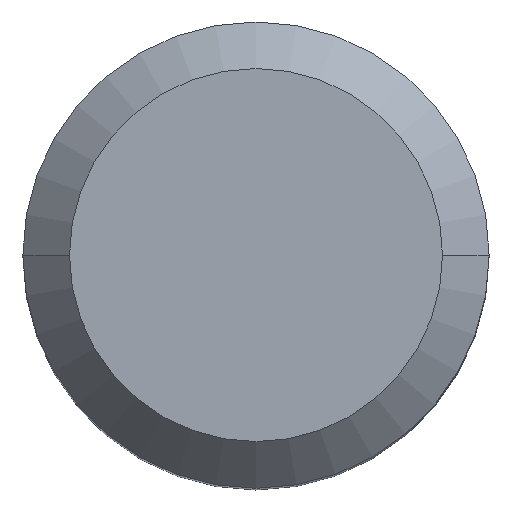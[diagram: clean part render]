
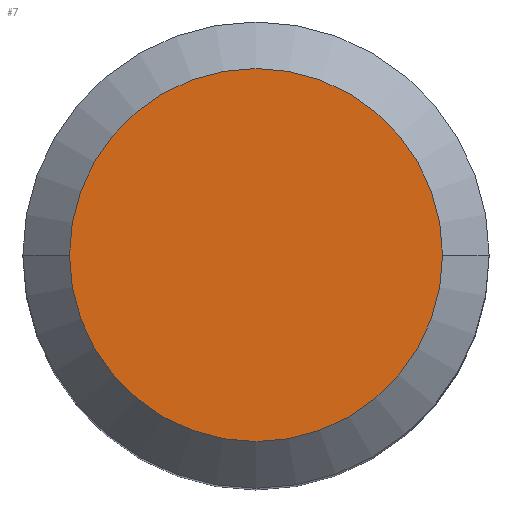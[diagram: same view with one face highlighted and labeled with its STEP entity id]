
A CAD part, top view. The second image highlights one B-rep face of the part: STEP entity #7.
In plain terms, the highlighted planar face has unit normal (0, 0, 1).
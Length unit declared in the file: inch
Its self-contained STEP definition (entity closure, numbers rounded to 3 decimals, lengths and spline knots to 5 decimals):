
#7 = ADVANCED_FACE ( 'NONE', ( #381 ), #8, .F. ) ;
#8 = PLANE ( 'NONE',  #375 ) ;
#48 = DIRECTION ( 'NONE',  ( 0., 0., -1. ) ) ;
#82 = EDGE_LOOP ( 'NONE', ( #481, #151 ) ) ;
#95 = CARTESIAN_POINT ( 'NONE',  ( 0., 0., 0. ) ) ;
#138 = CIRCLE ( 'NONE', #233, 0.31496 ) ;
#151 = ORIENTED_EDGE ( 'NONE', *, *, #412, .T. ) ;
#233 = AXIS2_PLACEMENT_3D ( 'NONE', #95, #498, #461 ) ;
#243 = VERTEX_POINT ( 'NONE', #306 ) ;
#258 = DIRECTION ( 'NONE',  ( 1., 0., 0. ) ) ;
#280 = AXIS2_PLACEMENT_3D ( 'NONE', #288, #506, #258 ) ;
#288 = CARTESIAN_POINT ( 'NONE',  ( 0., 0., 0. ) ) ;
#306 = CARTESIAN_POINT ( 'NONE',  ( 0.31496, 0., 0. ) ) ;
#312 = VERTEX_POINT ( 'NONE', #515 ) ;
#323 = EDGE_CURVE ( 'NONE', #312, #243, #330, .T. ) ;
#326 = DIRECTION ( 'NONE',  ( -1., 0., 0. ) ) ;
#330 = CIRCLE ( 'NONE', #280, 0.31496 ) ;
#375 = AXIS2_PLACEMENT_3D ( 'NONE', #465, #48, #326 ) ;
#381 = FACE_OUTER_BOUND ( 'NONE', #82, .T. ) ;
#412 = EDGE_CURVE ( 'NONE', #243, #312, #138, .T. ) ;
#461 = DIRECTION ( 'NONE',  ( 1., 0., 0. ) ) ;
#465 = CARTESIAN_POINT ( 'NONE',  ( 0., 0., 0. ) ) ;
#481 = ORIENTED_EDGE ( 'NONE', *, *, #323, .T. ) ;
#498 = DIRECTION ( 'NONE',  ( 0., 0., 1. ) ) ;
#506 = DIRECTION ( 'NONE',  ( 0., 0., 1. ) ) ;
#515 = CARTESIAN_POINT ( 'NONE',  ( -0.31496, 0., 0. ) ) ;
